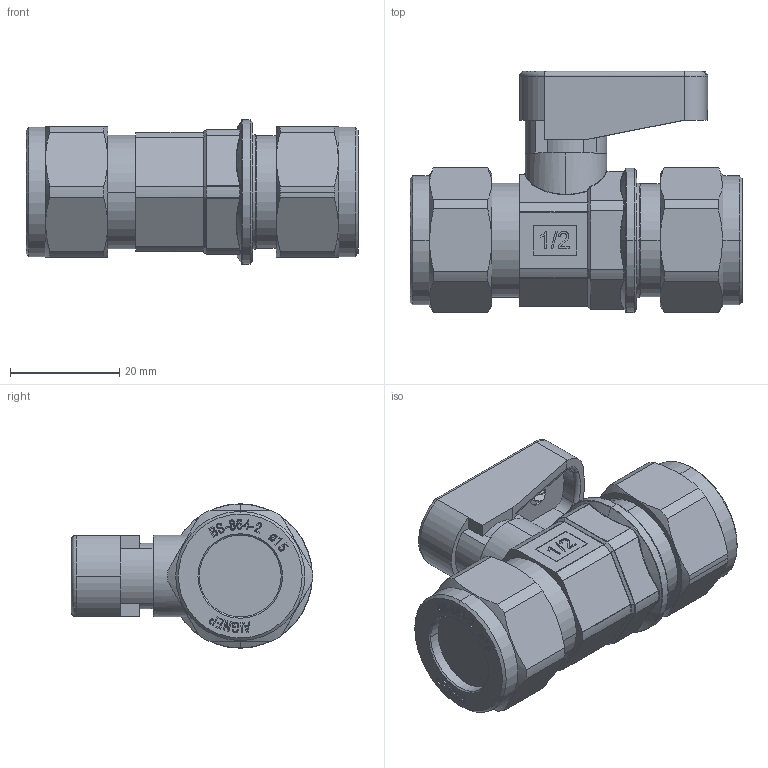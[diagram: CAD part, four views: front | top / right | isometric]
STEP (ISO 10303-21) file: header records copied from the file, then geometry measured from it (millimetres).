
FILE_DESCRIPTION (( 'STEP AP214' ), '1' );
FILE_NAME ('0645000013.step', '2012-10-02T16:34:33', ( '' ), ( '' ), 'SwSTEP 2.0', 'SolidWorks 2012', '' );
FILE_SCHEMA (( 'AUTOMOTIVE_DESIGN' ));
Length unit declared in the file: millimetre
Products named in the file (1): 0645000013
Bounding box: 60.9 x 44.3 x 26.5 mm (x, y, z)
Volume: 31952.7 mm3; surface area: 9495.1 mm2
Topology: 2 solids, 10 shells, 1227 faces, 3156 edges, 2010 vertices
Faces by surface type: plane 570, bspline 407, cylinder 135, torus 48, cone 47, sphere 20
Entity records: 54871 total; most frequent: CARTESIAN_POINT 27985, ORIENTED_EDGE 6262, DIRECTION 4308, EDGE_CURVE 3131, VERTEX_POINT 2010, VECTOR 1776, LINE 1776, EDGE_LOOP 1325
